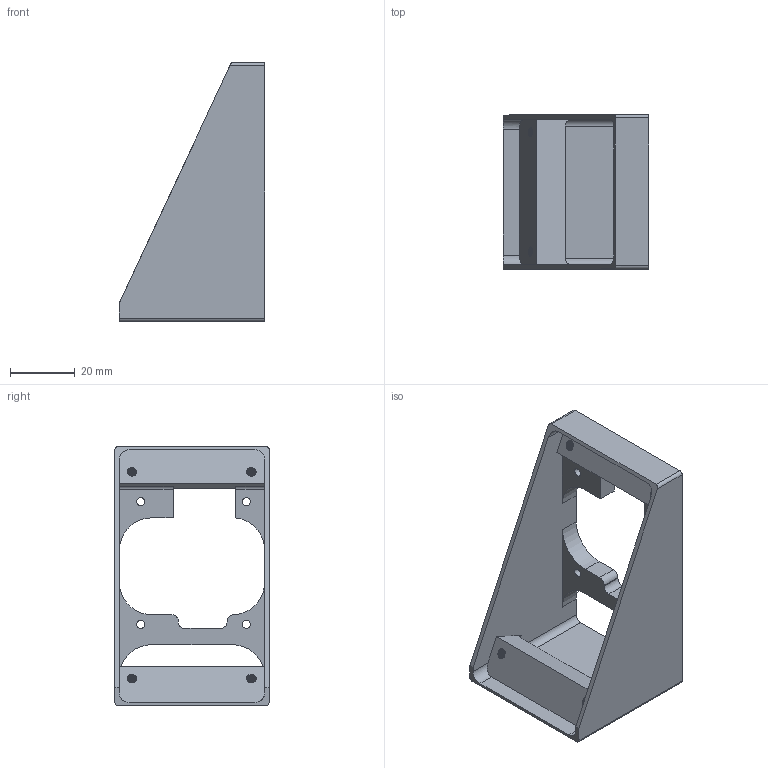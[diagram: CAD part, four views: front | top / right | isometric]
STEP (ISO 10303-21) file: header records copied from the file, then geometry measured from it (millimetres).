
FILE_DESCRIPTION(/* description */ (''),/* implementation_level */ '2;1');
FILE_NAME(/* name */ 'display_mount_bottom.step',/* time_stamp */ '2025-09-03T11:16:39+02:00',/* author */ (''),/* organization */ (''),/* preprocessor_version */ 'ST-DEVELOPER v20.1',/* originating_system */ 'Autodesk Translation Framework v14.10.0.0',/* authorisation */ '');
FILE_SCHEMA (('AUTOMOTIVE_DESIGN { 1 0 10303 214 3 1 1 }'));
Length unit declared in the file: millimetre
Products named in the file (1): display_mount_bottom
Bounding box: 45 x 47.62 x 79.9 mm (x, y, z)
Volume: 20333.4 mm3; surface area: 18743.6 mm2
Topology: 1 solids, 1 shells, 215 faces, 655 edges, 436 vertices
Faces by surface type: cylinder 169, plane 32, bspline 12, sphere 2
Full cylindrical faces by diameter (mm): 2.5 x4, 2.529 x38, 3.086 x16
Entity records: 15269 total; most frequent: CARTESIAN_POINT 9895, ORIENTED_EDGE 1310, DIRECTION 837, EDGE_CURVE 655, VERTEX_POINT 436, B_SPLINE_CURVE_WITH_KNOTS 310, AXIS2_PLACEMENT_3D 288, LINE 261
